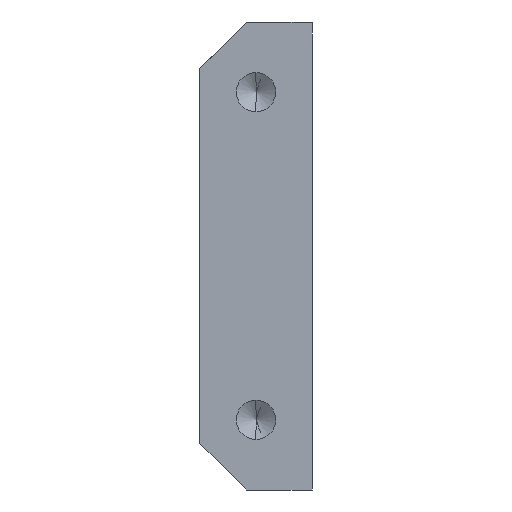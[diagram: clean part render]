
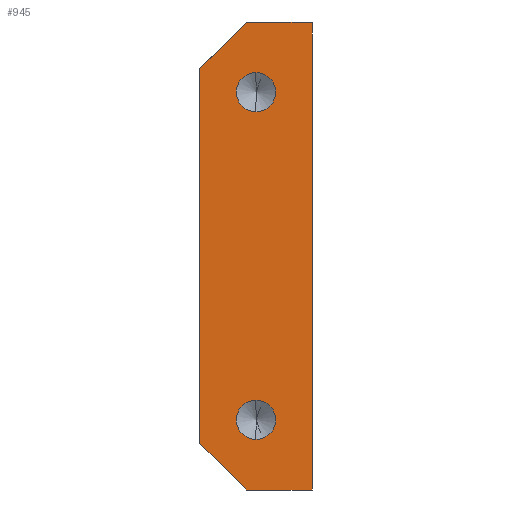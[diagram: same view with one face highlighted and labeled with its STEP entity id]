
A CAD part, left-side view. The second image highlights one B-rep face of the part: STEP entity #945.
In plain terms, the highlighted planar face has unit normal (-1, 0, 0).
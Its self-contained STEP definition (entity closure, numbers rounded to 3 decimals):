
#10 = VECTOR ( 'NONE', #2848, 1000. ) ;
#122 = FACE_BOUND ( 'NONE', #3241, .T. ) ;
#147 = DIRECTION ( 'NONE',  ( 0., 1., 0. ) ) ;
#203 = EDGE_CURVE ( 'NONE', #2256, #1268, #663, .T. ) ;
#215 = EDGE_LOOP ( 'NONE', ( #2027, #1426 ) ) ;
#228 = DIRECTION ( 'NONE',  ( 0., -0.707, -0.707 ) ) ;
#249 = VECTOR ( 'NONE', #228, 1000. ) ;
#284 = LINE ( 'NONE', #858, #10 ) ;
#293 = CARTESIAN_POINT ( 'NONE',  ( -90., 0., 15.4 ) ) ;
#403 = CARTESIAN_POINT ( 'NONE',  ( -90., 0., 17.5 ) ) ;
#427 = CARTESIAN_POINT ( 'NONE',  ( -90., -6., -25. ) ) ;
#472 = CARTESIAN_POINT ( 'NONE',  ( -90., 6., 25. ) ) ;
#510 = CARTESIAN_POINT ( 'NONE',  ( -90., 0., -17.5 ) ) ;
#552 = CARTESIAN_POINT ( 'NONE',  ( -90., 0., 17.5 ) ) ;
#634 = CARTESIAN_POINT ( 'NONE',  ( -90., 6., -20. ) ) ;
#663 = LINE ( 'NONE', #1839, #1657 ) ;
#741 = AXIS2_PLACEMENT_3D ( 'NONE', #510, #755, #2203 ) ;
#755 = DIRECTION ( 'NONE',  ( -1., 0., 0. ) ) ;
#757 = CARTESIAN_POINT ( 'NONE',  ( -90., 0., -17.5 ) ) ;
#775 = CARTESIAN_POINT ( 'NONE',  ( -90., 6., 20. ) ) ;
#782 = ORIENTED_EDGE ( 'NONE', *, *, #2651, .T. ) ;
#858 = CARTESIAN_POINT ( 'NONE',  ( -90., 6., 25. ) ) ;
#930 = CIRCLE ( 'NONE', #3356, 2.1 ) ;
#945 = ADVANCED_FACE ( 'NONE', ( #122, #1293, #2127 ), #968, .F. ) ;
#968 = PLANE ( 'NONE',  #1843 ) ;
#1129 = DIRECTION ( 'NONE',  ( -1., 0., 0. ) ) ;
#1156 = CARTESIAN_POINT ( 'NONE',  ( -90., 1., 25. ) ) ;
#1268 = VERTEX_POINT ( 'NONE', #427 ) ;
#1279 = DIRECTION ( 'NONE',  ( 0., 0., 1. ) ) ;
#1293 = FACE_BOUND ( 'NONE', #215, .T. ) ;
#1334 = DIRECTION ( 'NONE',  ( 1., 0., 0. ) ) ;
#1368 = ORIENTED_EDGE ( 'NONE', *, *, #3544, .F. ) ;
#1374 = EDGE_CURVE ( 'NONE', #1866, #2918, #2208, .T. ) ;
#1390 = ORIENTED_EDGE ( 'NONE', *, *, #2250, .T. ) ;
#1426 = ORIENTED_EDGE ( 'NONE', *, *, #2574, .F. ) ;
#1447 = VERTEX_POINT ( 'NONE', #293 ) ;
#1461 = ORIENTED_EDGE ( 'NONE', *, *, #1704, .F. ) ;
#1478 = CIRCLE ( 'NONE', #741, 2.1 ) ;
#1481 = AXIS2_PLACEMENT_3D ( 'NONE', #403, #3618, #1279 ) ;
#1551 = VERTEX_POINT ( 'NONE', #2023 ) ;
#1655 = CARTESIAN_POINT ( 'NONE',  ( -90., 6., 20. ) ) ;
#1657 = VECTOR ( 'NONE', #2413, 1000. ) ;
#1674 = VECTOR ( 'NONE', #3381, 1000. ) ;
#1704 = EDGE_CURVE ( 'NONE', #2569, #2563, #284, .T. ) ;
#1729 = EDGE_CURVE ( 'NONE', #1447, #3556, #930, .T. ) ;
#1793 = CARTESIAN_POINT ( 'NONE',  ( -90., 1., -25. ) ) ;
#1803 = CARTESIAN_POINT ( 'NONE',  ( -90., -6., 25. ) ) ;
#1839 = CARTESIAN_POINT ( 'NONE',  ( -90., 6., -25. ) ) ;
#1843 = AXIS2_PLACEMENT_3D ( 'NONE', #472, #1334, #147 ) ;
#1866 = VERTEX_POINT ( 'NONE', #2229 ) ;
#1885 = EDGE_LOOP ( 'NONE', ( #1461, #1390, #3400, #3315, #1368, #782 ) ) ;
#1927 = CARTESIAN_POINT ( 'NONE',  ( -90., 0., 19.6 ) ) ;
#2023 = CARTESIAN_POINT ( 'NONE',  ( -90., -6., 25. ) ) ;
#2027 = ORIENTED_EDGE ( 'NONE', *, *, #1374, .F. ) ;
#2127 = FACE_OUTER_BOUND ( 'NONE', #1885, .T. ) ;
#2203 = DIRECTION ( 'NONE',  ( 0., 0., 1. ) ) ;
#2208 = CIRCLE ( 'NONE', #2616, 2.1 ) ;
#2229 = CARTESIAN_POINT ( 'NONE',  ( -90., 0., -15.4 ) ) ;
#2240 = CARTESIAN_POINT ( 'NONE',  ( -90., 6., -20. ) ) ;
#2250 = EDGE_CURVE ( 'NONE', #2569, #2256, #2270, .T. ) ;
#2256 = VERTEX_POINT ( 'NONE', #1793 ) ;
#2270 = LINE ( 'NONE', #634, #249 ) ;
#2324 = ORIENTED_EDGE ( 'NONE', *, *, #2934, .F. ) ;
#2413 = DIRECTION ( 'NONE',  ( 0., -1., 0. ) ) ;
#2443 = CARTESIAN_POINT ( 'NONE',  ( -90., 6., 25. ) ) ;
#2526 = DIRECTION ( 'NONE',  ( 0., 0., 1. ) ) ;
#2563 = VERTEX_POINT ( 'NONE', #1655 ) ;
#2569 = VERTEX_POINT ( 'NONE', #2240 ) ;
#2574 = EDGE_CURVE ( 'NONE', #2918, #1866, #1478, .T. ) ;
#2615 = CIRCLE ( 'NONE', #1481, 2.1 ) ;
#2616 = AXIS2_PLACEMENT_3D ( 'NONE', #757, #1129, #3661 ) ;
#2651 = EDGE_CURVE ( 'NONE', #2788, #2563, #2837, .T. ) ;
#2788 = VERTEX_POINT ( 'NONE', #1156 ) ;
#2837 = LINE ( 'NONE', #775, #3110 ) ;
#2848 = DIRECTION ( 'NONE',  ( 0., 0., 1. ) ) ;
#2902 = DIRECTION ( 'NONE',  ( -1., 0., 0. ) ) ;
#2918 = VERTEX_POINT ( 'NONE', #3327 ) ;
#2934 = EDGE_CURVE ( 'NONE', #3556, #1447, #2615, .T. ) ;
#2947 = DIRECTION ( 'NONE',  ( 0., 0., 1. ) ) ;
#3095 = LINE ( 'NONE', #2443, #1674 ) ;
#3110 = VECTOR ( 'NONE', #3660, 1000. ) ;
#3180 = EDGE_CURVE ( 'NONE', #1268, #1551, #3591, .T. ) ;
#3241 = EDGE_LOOP ( 'NONE', ( #2324, #3692 ) ) ;
#3315 = ORIENTED_EDGE ( 'NONE', *, *, #3180, .T. ) ;
#3327 = CARTESIAN_POINT ( 'NONE',  ( -90., 0., -19.6 ) ) ;
#3356 = AXIS2_PLACEMENT_3D ( 'NONE', #552, #2902, #2526 ) ;
#3381 = DIRECTION ( 'NONE',  ( 0., -1., 0. ) ) ;
#3400 = ORIENTED_EDGE ( 'NONE', *, *, #203, .T. ) ;
#3530 = VECTOR ( 'NONE', #2947, 1000. ) ;
#3544 = EDGE_CURVE ( 'NONE', #2788, #1551, #3095, .T. ) ;
#3556 = VERTEX_POINT ( 'NONE', #1927 ) ;
#3591 = LINE ( 'NONE', #1803, #3530 ) ;
#3618 = DIRECTION ( 'NONE',  ( -1., 0., 0. ) ) ;
#3660 = DIRECTION ( 'NONE',  ( 0., 0.707, -0.707 ) ) ;
#3661 = DIRECTION ( 'NONE',  ( 0., 0., 1. ) ) ;
#3692 = ORIENTED_EDGE ( 'NONE', *, *, #1729, .F. ) ;
